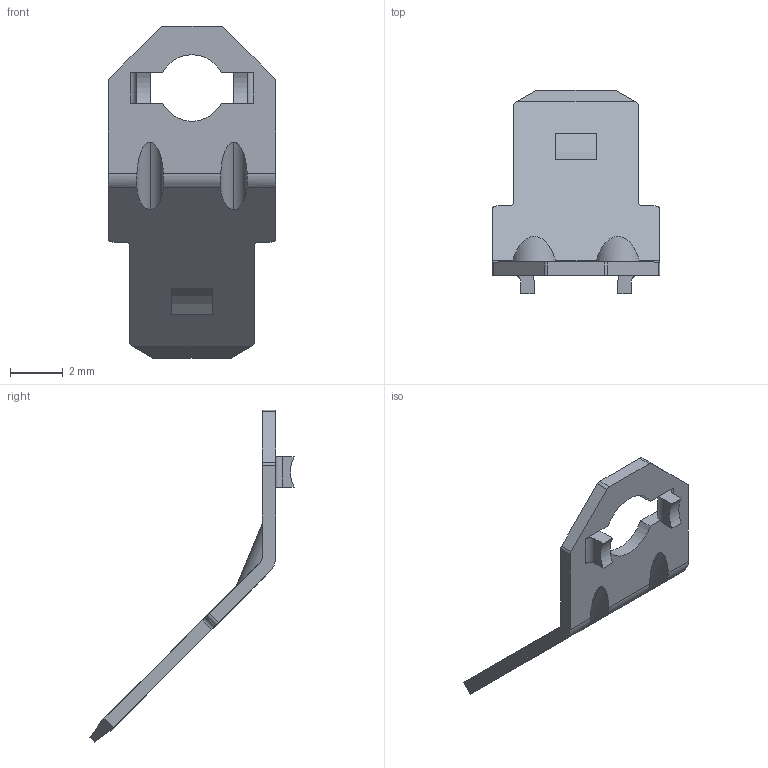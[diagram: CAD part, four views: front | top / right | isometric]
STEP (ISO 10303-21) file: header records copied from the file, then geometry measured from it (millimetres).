
FILE_DESCRIPTION (( 'STEP AP203' ), '1' );
FILE_NAME ('08314.STEP', '2015-02-18T19:59:32', ( '' ), ( '' ), 'SwSTEP 2.0', 'SolidWorks 2014', '' );
FILE_SCHEMA (( 'CONFIG_CONTROL_DESIGN' ));
Length unit declared in the file: inch
Products named in the file (1): 08314
Bounding box: 6.35 x 7.74 x 12.59 mm (x, y, z)
Volume: 38.7 mm3; surface area: 181.5 mm2
Topology: 1 solids, 1 shells, 65 faces, 179 edges, 118 vertices
Faces by surface type: plane 34, cylinder 31
Entity records: 2166 total; most frequent: CARTESIAN_POINT 431, ORIENTED_EDGE 358, DIRECTION 337, EDGE_CURVE 179, VERTEX_POINT 118, LINE 113, VECTOR 113, AXIS2_PLACEMENT_3D 112
